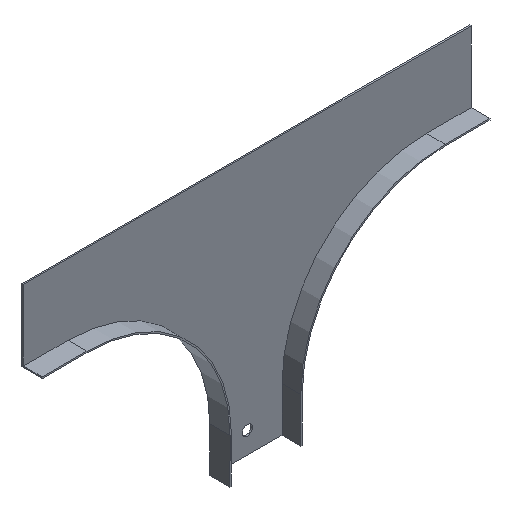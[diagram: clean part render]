
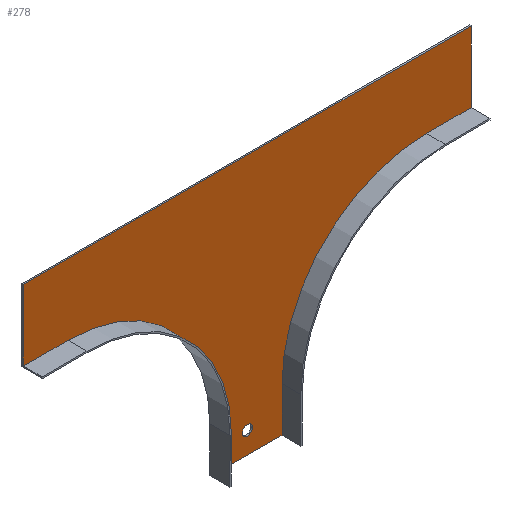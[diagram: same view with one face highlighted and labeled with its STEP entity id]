
A CAD part, isometric view. The second image highlights one B-rep face of the part: STEP entity #278.
In plain terms, the highlighted planar face has unit normal (0, -1, 0).
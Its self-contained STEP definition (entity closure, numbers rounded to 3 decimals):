
#13 = PLANE ( 'NONE',  #727 ) ;
#21 = CARTESIAN_POINT ( 'NONE',  ( -24., 0., -180. ) ) ;
#24 = CARTESIAN_POINT ( 'NONE',  ( 155., 0., -49. ) ) ;
#37 = DIRECTION ( 'NONE',  ( 0., 0., -1. ) ) ;
#39 = DIRECTION ( 'NONE',  ( 0., -1., 0. ) ) ;
#42 = CARTESIAN_POINT ( 'NONE',  ( 155., 0., 0. ) ) ;
#55 = CARTESIAN_POINT ( 'NONE',  ( 24., 0., -180. ) ) ;
#69 = CARTESIAN_POINT ( 'NONE',  ( -155., 0., -49. ) ) ;
#78 = CARTESIAN_POINT ( 'NONE',  ( 24., 0., -149. ) ) ;
#90 = CARTESIAN_POINT ( 'NONE',  ( 124., 0., -49. ) ) ;
#94 = CARTESIAN_POINT ( 'NONE',  ( -24., 0., -149. ) ) ;
#98 = CARTESIAN_POINT ( 'NONE',  ( -124., 0., -149. ) ) ;
#105 = CARTESIAN_POINT ( 'NONE',  ( -155., 0., 0. ) ) ;
#110 = CARTESIAN_POINT ( 'NONE',  ( -124., 0., -49. ) ) ;
#123 = LINE ( 'NONE', #596, #187 ) ;
#125 = LINE ( 'NONE', #636, #228 ) ;
#129 = CIRCLE ( 'NONE', #721, 100. ) ;
#143 = CIRCLE ( 'NONE', #719, 3.5 ) ;
#153 = VECTOR ( 'NONE', #594, 1000. ) ;
#154 = VECTOR ( 'NONE', #610, 1000. ) ;
#155 = VECTOR ( 'NONE', #577, 1000. ) ;
#159 = VERTEX_POINT ( 'NONE', #78 ) ;
#165 = VERTEX_POINT ( 'NONE', #21 ) ;
#167 = FACE_BOUND ( 'NONE', #379, .T. ) ;
#172 = LINE ( 'NONE', #618, #154 ) ;
#177 = VERTEX_POINT ( 'NONE', #94 ) ;
#187 = VECTOR ( 'NONE', #650, 1000. ) ;
#198 = FACE_OUTER_BOUND ( 'NONE', #423, .T. ) ;
#200 = VERTEX_POINT ( 'NONE', #55 ) ;
#212 = VERTEX_POINT ( 'NONE', #69 ) ;
#216 = VERTEX_POINT ( 'NONE', #24 ) ;
#228 = VECTOR ( 'NONE', #560, 1000. ) ;
#229 = VERTEX_POINT ( 'NONE', #90 ) ;
#233 = VERTEX_POINT ( 'NONE', #110 ) ;
#236 = LINE ( 'NONE', #575, #153 ) ;
#238 = LINE ( 'NONE', #609, #155 ) ;
#245 = VERTEX_POINT ( 'NONE', #42 ) ;
#247 = VERTEX_POINT ( 'NONE', #105 ) ;
#250 = DIRECTION ( 'NONE',  ( -1., 0., 0. ) ) ;
#253 = CARTESIAN_POINT ( 'NONE',  ( -124., 0., -49. ) ) ;
#278 = ADVANCED_FACE ( 'NONE', ( #167, #198 ), #13, .T. ) ;
#297 = VECTOR ( 'NONE', #622, 1000. ) ;
#311 = CIRCLE ( 'NONE', #738, 100. ) ;
#312 = LINE ( 'NONE', #614, #320 ) ;
#316 = VECTOR ( 'NONE', #250, 1000. ) ;
#320 = VECTOR ( 'NONE', #571, 1000. ) ;
#331 = LINE ( 'NONE', #253, #316 ) ;
#342 = VERTEX_POINT ( 'NONE', #694 ) ;
#346 = LINE ( 'NONE', #644, #297 ) ;
#352 = ORIENTED_EDGE ( 'NONE', *, *, #546, .F. ) ;
#354 = ORIENTED_EDGE ( 'NONE', *, *, #539, .F. ) ;
#361 = ORIENTED_EDGE ( 'NONE', *, *, #532, .F. ) ;
#368 = ORIENTED_EDGE ( 'NONE', *, *, #557, .T. ) ;
#374 = ORIENTED_EDGE ( 'NONE', *, *, #502, .F. ) ;
#379 = EDGE_LOOP ( 'NONE', ( #476 ) ) ;
#382 = ORIENTED_EDGE ( 'NONE', *, *, #519, .T. ) ;
#406 = ORIENTED_EDGE ( 'NONE', *, *, #494, .T. ) ;
#423 = EDGE_LOOP ( 'NONE', ( #485, #352, #406, #368, #382, #354, #446, #374, #462, #361 ) ) ;
#446 = ORIENTED_EDGE ( 'NONE', *, *, #491, .F. ) ;
#462 = ORIENTED_EDGE ( 'NONE', *, *, #558, .F. ) ;
#476 = ORIENTED_EDGE ( 'NONE', *, *, #520, .T. ) ;
#485 = ORIENTED_EDGE ( 'NONE', *, *, #509, .F. ) ;
#491 = EDGE_CURVE ( 'NONE', #247, #245, #236, .T. ) ;
#494 = EDGE_CURVE ( 'NONE', #200, #159, #172, .T. ) ;
#502 = EDGE_CURVE ( 'NONE', #212, #247, #123, .T. ) ;
#509 = EDGE_CURVE ( 'NONE', #165, #177, #238, .T. ) ;
#519 = EDGE_CURVE ( 'NONE', #229, #216, #125, .T. ) ;
#520 = EDGE_CURVE ( 'NONE', #342, #342, #143, .T. ) ;
#532 = EDGE_CURVE ( 'NONE', #177, #233, #129, .T. ) ;
#539 = EDGE_CURVE ( 'NONE', #245, #216, #312, .T. ) ;
#546 = EDGE_CURVE ( 'NONE', #200, #165, #346, .T. ) ;
#557 = EDGE_CURVE ( 'NONE', #159, #229, #311, .T. ) ;
#558 = EDGE_CURVE ( 'NONE', #233, #212, #331, .T. ) ;
#560 = DIRECTION ( 'NONE',  ( 1., 0., 0. ) ) ;
#563 = DIRECTION ( 'NONE',  ( 0., 0., -1. ) ) ;
#570 = DIRECTION ( 'NONE',  ( 0., 0., -1. ) ) ;
#571 = DIRECTION ( 'NONE',  ( 0., 0., -1. ) ) ;
#575 = CARTESIAN_POINT ( 'NONE',  ( -155., 0., 0. ) ) ;
#576 = CARTESIAN_POINT ( 'NONE',  ( 0., 0., -165. ) ) ;
#577 = DIRECTION ( 'NONE',  ( 0., 0., 1. ) ) ;
#594 = DIRECTION ( 'NONE',  ( 1., 0., 0. ) ) ;
#596 = CARTESIAN_POINT ( 'NONE',  ( -155., 0., 0. ) ) ;
#601 = CARTESIAN_POINT ( 'NONE',  ( -124., 0., -149. ) ) ;
#609 = CARTESIAN_POINT ( 'NONE',  ( -24., 0., -149. ) ) ;
#610 = DIRECTION ( 'NONE',  ( 0., 0., 1. ) ) ;
#614 = CARTESIAN_POINT ( 'NONE',  ( 155., 0., 0. ) ) ;
#618 = CARTESIAN_POINT ( 'NONE',  ( 24., 0., -149. ) ) ;
#622 = DIRECTION ( 'NONE',  ( -1., 0., 0. ) ) ;
#630 = DIRECTION ( 'NONE',  ( 0., -1., 0. ) ) ;
#636 = CARTESIAN_POINT ( 'NONE',  ( -124., 0., -49. ) ) ;
#644 = CARTESIAN_POINT ( 'NONE',  ( 25., 0., -180. ) ) ;
#650 = DIRECTION ( 'NONE',  ( 0., 0., 1. ) ) ;
#662 = DIRECTION ( 'NONE',  ( 0., 1., 0. ) ) ;
#684 = DIRECTION ( 'NONE',  ( 0., 1., 0. ) ) ;
#686 = CARTESIAN_POINT ( 'NONE',  ( 124., 0., -149. ) ) ;
#694 = CARTESIAN_POINT ( 'NONE',  ( 0., 0., -168.5 ) ) ;
#697 = DIRECTION ( 'NONE',  ( 0., 0., -1. ) ) ;
#719 = AXIS2_PLACEMENT_3D ( 'NONE', #576, #662, #570 ) ;
#721 = AXIS2_PLACEMENT_3D ( 'NONE', #601, #630, #563 ) ;
#727 = AXIS2_PLACEMENT_3D ( 'NONE', #98, #39, #37 ) ;
#738 = AXIS2_PLACEMENT_3D ( 'NONE', #686, #684, #697 ) ;
